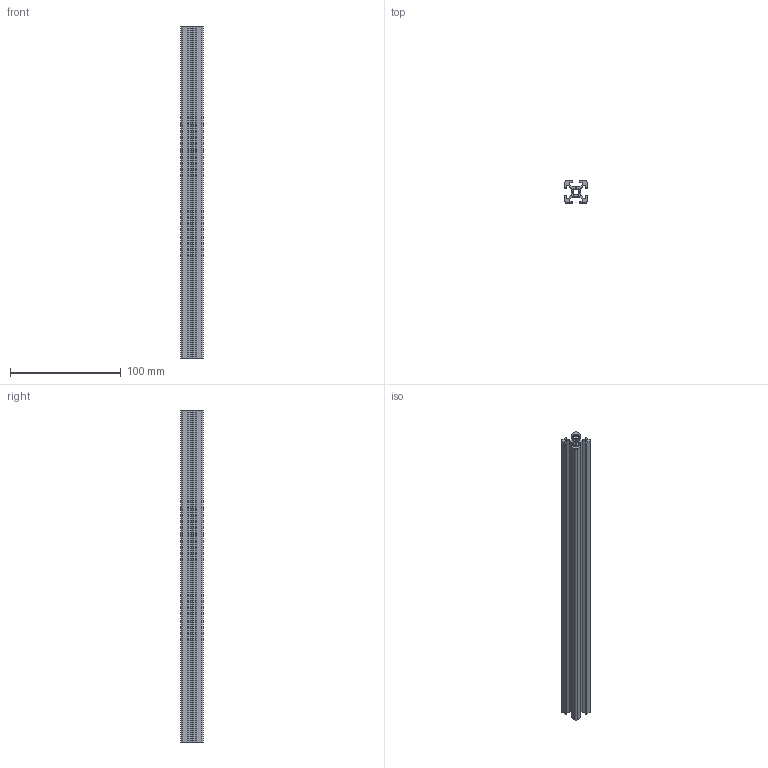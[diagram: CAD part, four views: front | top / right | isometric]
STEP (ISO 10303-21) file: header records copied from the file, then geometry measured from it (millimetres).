
FILE_DESCRIPTION (( 'STEP AP214' ), '1' );
FILE_NAME ('PROFILE_20X20_300MM_T-SLOT.STEP', '2015-12-12T10:35:24', ( '' ), ( '' ), 'SwSTEP 2.0', 'SolidWorks 2014', '' );
FILE_SCHEMA (( 'AUTOMOTIVE_DESIGN' ));
Length unit declared in the file: millimetre
Products named in the file (2): PROFILE_20X20_300MM_T-SLOT
Bounding box: 20 x 20 x 300 mm (x, y, z)
Volume: 48992.4 mm3; surface area: 53130.6 mm2
Topology: 1 solids, 1 shells, 164 faces, 486 edges, 324 vertices
Faces by surface type: cylinder 82, plane 82
Entity records: 5587 total; most frequent: DIRECTION 982, CARTESIAN_POINT 976, ORIENTED_EDGE 972, EDGE_CURVE 486, AXIS2_PLACEMENT_3D 330, VERTEX_POINT 324, LINE 322, VECTOR 322
